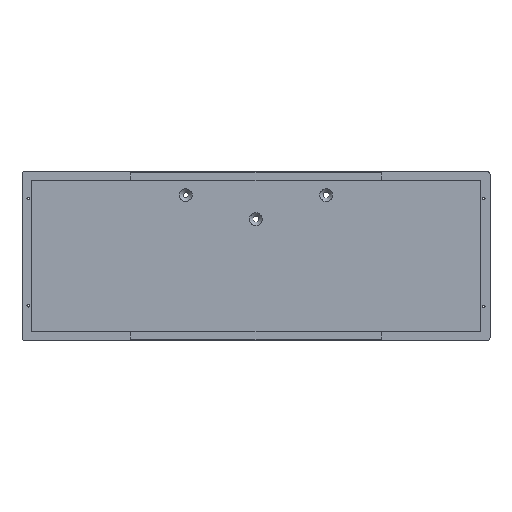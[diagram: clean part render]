
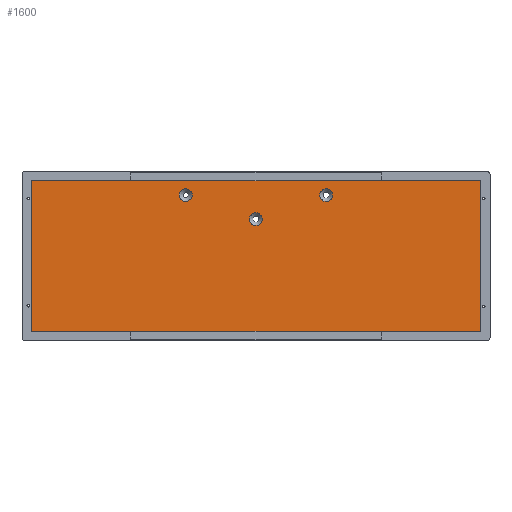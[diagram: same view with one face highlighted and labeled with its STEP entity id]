
A CAD part, top view. The second image highlights one B-rep face of the part: STEP entity #1600.
In plain terms, the highlighted planar face has unit normal (0, 0, 1).
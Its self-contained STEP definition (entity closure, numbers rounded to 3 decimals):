
#50=FACE_BOUND('',#316,.T.);
#51=FACE_BOUND('',#317,.T.);
#52=FACE_BOUND('',#318,.T.);
#86=PLANE('',#1780);
#208=FACE_OUTER_BOUND('',#315,.T.);
#315=EDGE_LOOP('',(#1369,#1370,#1371,#1372));
#316=EDGE_LOOP('',(#1373));
#317=EDGE_LOOP('',(#1374));
#318=EDGE_LOOP('',(#1375));
#451=LINE('',#2696,#594);
#452=LINE('',#2698,#595);
#453=LINE('',#2700,#596);
#454=LINE('',#2701,#597);
#594=VECTOR('',#2197,10.);
#595=VECTOR('',#2198,10.);
#596=VECTOR('',#2199,10.);
#597=VECTOR('',#2200,10.);
#636=CIRCLE('',#1640,4.05);
#639=CIRCLE('',#1645,4.05);
#642=CIRCLE('',#1650,4.05);
#707=VERTEX_POINT('',#2299);
#710=VERTEX_POINT('',#2309);
#713=VERTEX_POINT('',#2319);
#830=VERTEX_POINT('',#2694);
#831=VERTEX_POINT('',#2695);
#832=VERTEX_POINT('',#2697);
#833=VERTEX_POINT('',#2699);
#852=EDGE_CURVE('',#707,#707,#636,.T.);
#857=EDGE_CURVE('',#710,#710,#639,.T.);
#862=EDGE_CURVE('',#713,#713,#642,.T.);
#1031=EDGE_CURVE('',#830,#831,#451,.T.);
#1032=EDGE_CURVE('',#832,#830,#452,.T.);
#1033=EDGE_CURVE('',#833,#832,#453,.T.);
#1034=EDGE_CURVE('',#831,#833,#454,.T.);
#1369=ORIENTED_EDGE('',*,*,#1031,.F.);
#1370=ORIENTED_EDGE('',*,*,#1032,.F.);
#1371=ORIENTED_EDGE('',*,*,#1033,.F.);
#1372=ORIENTED_EDGE('',*,*,#1034,.F.);
#1373=ORIENTED_EDGE('',*,*,#852,.T.);
#1374=ORIENTED_EDGE('',*,*,#857,.T.);
#1375=ORIENTED_EDGE('',*,*,#862,.T.);
#1600=ADVANCED_FACE('',(#208,#50,#51,#52),#86,.F.);
#1640=AXIS2_PLACEMENT_3D('',#2300,#1814,#1815);
#1645=AXIS2_PLACEMENT_3D('',#2310,#1826,#1827);
#1650=AXIS2_PLACEMENT_3D('',#2320,#1838,#1839);
#1780=AXIS2_PLACEMENT_3D('',#2693,#2195,#2196);
#1814=DIRECTION('center_axis',(0.,0.,-1.));
#1815=DIRECTION('ref_axis',(1.,0.,0.));
#1826=DIRECTION('center_axis',(0.,0.,-1.));
#1827=DIRECTION('ref_axis',(1.,0.,0.));
#1838=DIRECTION('center_axis',(0.,0.,-1.));
#1839=DIRECTION('ref_axis',(1.,0.,0.));
#2195=DIRECTION('center_axis',(0.,0.,-1.));
#2196=DIRECTION('ref_axis',(-1.,0.,0.));
#2197=DIRECTION('',(-1.,0.,0.));
#2198=DIRECTION('',(0.,-1.,0.));
#2199=DIRECTION('',(1.,0.,0.));
#2200=DIRECTION('',(0.,1.,0.));
#2299=CARTESIAN_POINT('',(139.716,73.726,-6.2));
#2300=CARTESIAN_POINT('Origin',(143.766,73.726,-6.2));
#2309=CARTESIAN_POINT('',(94.95,89.086,-6.2));
#2310=CARTESIAN_POINT('Origin',(99.,89.086,-6.2));
#2319=CARTESIAN_POINT('',(184.557,89.086,-6.2));
#2320=CARTESIAN_POINT('Origin',(188.607,89.086,-6.2));
#2693=CARTESIAN_POINT('Origin',(143.826,50.202,-6.2));
#2694=CARTESIAN_POINT('',(287.176,2.102,-6.2));
#2695=CARTESIAN_POINT('',(0.476,2.102,-6.2));
#2696=CARTESIAN_POINT('',(287.176,2.102,-6.2));
#2697=CARTESIAN_POINT('',(287.176,98.302,-6.2));
#2698=CARTESIAN_POINT('',(287.176,98.302,-6.2));
#2699=CARTESIAN_POINT('',(0.476,98.302,-6.2));
#2700=CARTESIAN_POINT('',(0.476,98.302,-6.2));
#2701=CARTESIAN_POINT('',(0.476,2.102,-6.2));
